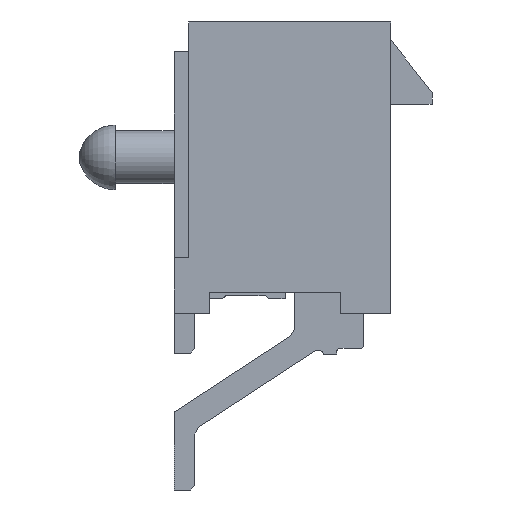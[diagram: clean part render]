
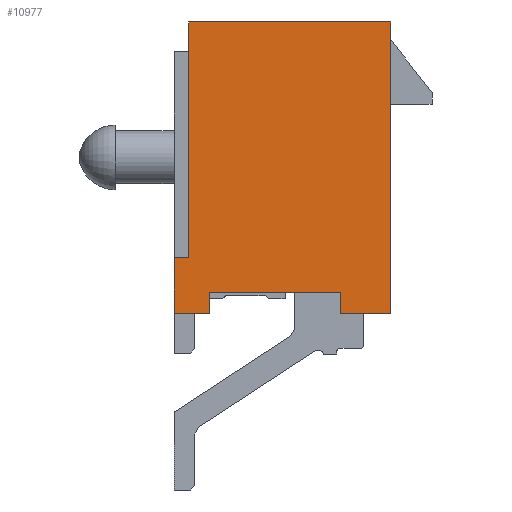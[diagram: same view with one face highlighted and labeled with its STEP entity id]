
A CAD part, left-side view. The second image highlights one B-rep face of the part: STEP entity #10977.
In plain terms, the highlighted planar face has unit normal (-1, 0, 0).
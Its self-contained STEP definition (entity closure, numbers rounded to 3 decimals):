
#1158=ORIENTED_EDGE('',*,*,#4273,.F.);
#1159=ORIENTED_EDGE('',*,*,#4274,.T.);
#1160=ORIENTED_EDGE('',*,*,#4081,.T.);
#1161=ORIENTED_EDGE('',*,*,#4013,.T.);
#1162=ORIENTED_EDGE('',*,*,#4006,.T.);
#1163=ORIENTED_EDGE('',*,*,#4265,.T.);
#1164=ORIENTED_EDGE('',*,*,#4164,.T.);
#1165=ORIENTED_EDGE('',*,*,#4275,.F.);
#1166=ORIENTED_EDGE('',*,*,#4276,.T.);
#1167=ORIENTED_EDGE('',*,*,#4139,.T.);
#4006=EDGE_CURVE('',#5549,#5548,#6645,.T.);
#4013=EDGE_CURVE('',#5555,#5549,#6652,.T.);
#4081=EDGE_CURVE('',#5617,#5555,#6719,.T.);
#4139=EDGE_CURVE('',#5670,#5669,#6776,.T.);
#4164=EDGE_CURVE('',#5689,#5688,#6801,.T.);
#4265=EDGE_CURVE('',#5548,#5689,#6902,.T.);
#4273=EDGE_CURVE('',#5787,#5669,#6910,.T.);
#4274=EDGE_CURVE('',#5787,#5617,#6911,.T.);
#4275=EDGE_CURVE('',#5788,#5688,#6912,.T.);
#4276=EDGE_CURVE('',#5788,#5670,#6913,.T.);
#5548=VERTEX_POINT('',#15981);
#5549=VERTEX_POINT('',#15983);
#5555=VERTEX_POINT('',#15997);
#5617=VERTEX_POINT('',#16131);
#5669=VERTEX_POINT('',#16248);
#5670=VERTEX_POINT('',#16250);
#5688=VERTEX_POINT('',#16293);
#5689=VERTEX_POINT('',#16295);
#5787=VERTEX_POINT('',#16505);
#5788=VERTEX_POINT('',#16508);
#6645=LINE('',#15982,#8134);
#6652=LINE('',#15996,#8141);
#6719=LINE('',#16134,#8208);
#6776=LINE('',#16249,#8265);
#6801=LINE('',#16294,#8290);
#6902=LINE('',#16493,#8391);
#6910=LINE('',#16504,#8399);
#6911=LINE('',#16506,#8400);
#6912=LINE('',#16507,#8401);
#6913=LINE('',#16509,#8402);
#8134=VECTOR('',#12849,1000.);
#8141=VECTOR('',#12858,1000.);
#8208=VECTOR('',#12939,1000.);
#8265=VECTOR('',#13010,1000.);
#8290=VECTOR('',#13037,1000.);
#8391=VECTOR('',#13140,1000.);
#8399=VECTOR('',#13152,1000.);
#8400=VECTOR('',#13153,1000.);
#8401=VECTOR('',#13154,1000.);
#8402=VECTOR('',#13155,1000.);
#9335=EDGE_LOOP('',(#1158,#1159,#1160,#1161,#1162,#1163,#1164,#1165,#1166,
#1167));
#9928=FACE_BOUND('',#9335,.T.);
#10494=PLANE('',#11605);
#10977=ADVANCED_FACE('',(#9928),#10494,.T.);
#11605=AXIS2_PLACEMENT_3D('',#16503,#13150,#13151);
#12849=DIRECTION('',(0.,0.,1.));
#12858=DIRECTION('',(0.,-1.,0.));
#12939=DIRECTION('',(0.,0.,-1.));
#13010=DIRECTION('',(0.,-1.,0.));
#13037=DIRECTION('',(0.,0.,-1.));
#13140=DIRECTION('',(0.,1.,0.));
#13150=DIRECTION('',(-1.,0.,0.));
#13151=DIRECTION('',(0.,0.,1.));
#13152=DIRECTION('',(0.,0.,-1.));
#13153=DIRECTION('',(0.,-1.,0.));
#13154=DIRECTION('',(0.,-1.,0.));
#13155=DIRECTION('',(0.,0.,-1.));
#15981=CARTESIAN_POINT('',(-19.85,-3.43,4.95));
#15982=CARTESIAN_POINT('',(-19.85,-3.43,-4.95));
#15983=CARTESIAN_POINT('',(-19.85,-3.43,-4.95));
#15996=CARTESIAN_POINT('',(-19.85,3.43,-4.95));
#15997=CARTESIAN_POINT('',(-19.85,-1.73,-4.95));
#16131=CARTESIAN_POINT('',(-19.85,-1.73,-4.25));
#16134=CARTESIAN_POINT('',(-19.85,-1.73,-3.95));
#16248=CARTESIAN_POINT('',(-19.85,2.73,-4.95));
#16249=CARTESIAN_POINT('',(-19.85,3.43,-4.95));
#16250=CARTESIAN_POINT('',(-19.85,3.93,-4.95));
#16293=CARTESIAN_POINT('',(-19.85,3.43,-3.05));
#16294=CARTESIAN_POINT('',(-19.85,3.43,4.95));
#16295=CARTESIAN_POINT('',(-19.85,3.43,4.95));
#16493=CARTESIAN_POINT('',(-19.85,-3.43,4.95));
#16503=CARTESIAN_POINT('',(-19.85,0.,0.));
#16504=CARTESIAN_POINT('',(-19.85,2.73,-3.95));
#16505=CARTESIAN_POINT('',(-19.85,2.73,-4.25));
#16506=CARTESIAN_POINT('',(-19.85,2.73,-4.25));
#16507=CARTESIAN_POINT('',(-19.85,3.93,-3.05));
#16508=CARTESIAN_POINT('',(-19.85,3.93,-3.05));
#16509=CARTESIAN_POINT('',(-19.85,3.93,-3.05));
